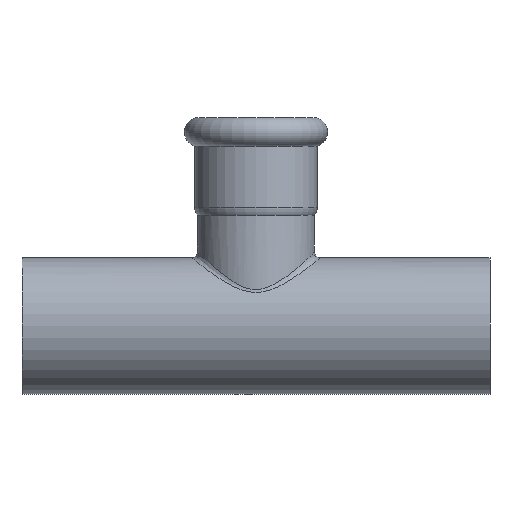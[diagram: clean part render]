
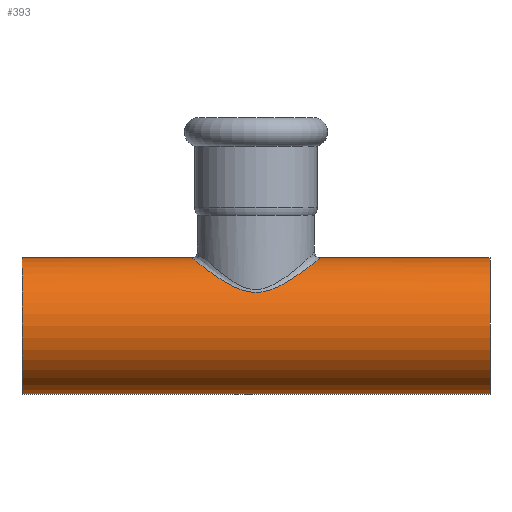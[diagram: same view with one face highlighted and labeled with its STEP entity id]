
A CAD part, front view. The second image highlights one B-rep face of the part: STEP entity #393.
In plain terms, the highlighted cylindrical face has radius 17.5 mm (diameter 35 mm), a full revolution.
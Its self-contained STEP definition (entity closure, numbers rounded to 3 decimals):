
#26=B_SPLINE_CURVE_WITH_KNOTS('',3,(#1050,#1051,#1052,#1053,#1054,#1055,
#1056,#1057,#1058),.UNSPECIFIED.,.F.,.F.,(4,1,1,1,1,1,4),(-9.881,
-9.528,-9.175,-8.469,-7.999,
-7.528,-7.411),.UNSPECIFIED.);
#27=B_SPLINE_CURVE_WITH_KNOTS('',3,(#1060,#1061,#1062,#1063,#1064,#1065,
#1066,#1067,#1068,#1069,#1070,#1071,#1072,#1073,#1074),.UNSPECIFIED.,.F.,
 .F.,(4,1,1,1,1,1,1,1,1,1,1,1,4),(-7.411,-7.058,-6.587,
-6.117,-5.646,-5.176,-4.94,-4.705,
-4.235,-3.764,-3.294,-2.823,
-2.47),.UNSPECIFIED.);
#28=B_SPLINE_CURVE_WITH_KNOTS('',3,(#1075,#1076,#1077,#1078,#1079,#1080,
#1081,#1082,#1083),.UNSPECIFIED.,.F.,.F.,(4,1,1,1,1,1,4),(-2.47,
-2.353,-1.882,-1.412,-0.706,
-0.353,0.),.UNSPECIFIED.);
#43=LINE('',#1091,#56);
#44=LINE('',#1093,#57);
#56=VECTOR('',#588,17.5);
#57=VECTOR('',#589,17.5);
#65=CYLINDRICAL_SURFACE('',#466,17.5);
#81=FACE_OUTER_BOUND('',#99,.T.);
#99=EDGE_LOOP('',(#360,#361,#362,#363,#364,#365,#366,#367,#368));
#141=CIRCLE('',#467,17.5);
#142=CIRCLE('',#468,17.5);
#179=VERTEX_POINT('',#1016);
#182=VERTEX_POINT('',#1049);
#183=VERTEX_POINT('',#1059);
#185=VERTEX_POINT('',#1089);
#186=VERTEX_POINT('',#1092);
#240=EDGE_CURVE('',#179,#182,#26,.T.);
#241=EDGE_CURVE('',#182,#183,#27,.T.);
#242=EDGE_CURVE('',#183,#179,#28,.T.);
#245=EDGE_CURVE('',#185,#185,#141,.T.);
#246=EDGE_CURVE('',#185,#183,#43,.T.);
#247=EDGE_CURVE('',#182,#186,#44,.T.);
#248=EDGE_CURVE('',#186,#186,#142,.T.);
#360=ORIENTED_EDGE('',*,*,#245,.F.);
#361=ORIENTED_EDGE('',*,*,#246,.T.);
#362=ORIENTED_EDGE('',*,*,#241,.F.);
#363=ORIENTED_EDGE('',*,*,#247,.T.);
#364=ORIENTED_EDGE('',*,*,#248,.F.);
#365=ORIENTED_EDGE('',*,*,#247,.F.);
#366=ORIENTED_EDGE('',*,*,#240,.F.);
#367=ORIENTED_EDGE('',*,*,#242,.F.);
#368=ORIENTED_EDGE('',*,*,#246,.F.);
#393=ADVANCED_FACE('',(#81),#65,.T.);
#466=AXIS2_PLACEMENT_3D('',#1088,#584,#585);
#467=AXIS2_PLACEMENT_3D('',#1090,#586,#587);
#468=AXIS2_PLACEMENT_3D('',#1094,#590,#591);
#584=DIRECTION('center_axis',(1.,0.,0.));
#585=DIRECTION('ref_axis',(0.,0.,-1.));
#586=DIRECTION('center_axis',(1.,0.,0.));
#587=DIRECTION('ref_axis',(0.,0.,-1.));
#588=DIRECTION('',(-1.,0.,0.));
#589=DIRECTION('',(-1.,0.,0.));
#590=DIRECTION('center_axis',(-1.,0.,0.));
#591=DIRECTION('ref_axis',(0.,0.,-1.));
#1016=CARTESIAN_POINT('',(0.,15.197,8.677));
#1049=CARTESIAN_POINT('',(-16.5,0.,17.5));
#1050=CARTESIAN_POINT('Ctrl Pts',(0.,15.197,
8.677));
#1051=CARTESIAN_POINT('Ctrl Pts',(-1.332,15.197,8.677));
#1052=CARTESIAN_POINT('Ctrl Pts',(-3.966,14.888,9.24));
#1053=CARTESIAN_POINT('Ctrl Pts',(-8.44,13.356,11.487));
#1054=CARTESIAN_POINT('Ctrl Pts',(-12.394,10.52,14.302));
#1055=CARTESIAN_POINT('Ctrl Pts',(-15.438,6.019,16.646));
#1056=CARTESIAN_POINT('Ctrl Pts',(-16.414,2.456,17.433));
#1057=CARTESIAN_POINT('Ctrl Pts',(-16.5,0.411,17.501));
#1058=CARTESIAN_POINT('Ctrl Pts',(-16.499,0.002,
17.5));
#1059=CARTESIAN_POINT('',(16.5,0.,17.5));
#1060=CARTESIAN_POINT('Ctrl Pts',(-16.499,0.002,
17.5));
#1061=CARTESIAN_POINT('Ctrl Pts',(-16.497,-1.225,17.498));
#1062=CARTESIAN_POINT('Ctrl Pts',(-16.118,-4.093,17.193));
#1063=CARTESIAN_POINT('Ctrl Pts',(-14.264,-8.072,15.729));
#1064=CARTESIAN_POINT('Ctrl Pts',(-11.195,-11.431,13.427));
#1065=CARTESIAN_POINT('Ctrl Pts',(-7.388,-13.809,10.904));
#1066=CARTESIAN_POINT('Ctrl Pts',(-3.552,-14.99,9.053));
#1067=CARTESIAN_POINT('Ctrl Pts',(-0.001,-15.267,
8.549));
#1068=CARTESIAN_POINT('Ctrl Pts',(3.551,-14.989,9.055));
#1069=CARTESIAN_POINT('Ctrl Pts',(7.388,-13.808,10.904));
#1070=CARTESIAN_POINT('Ctrl Pts',(11.193,-11.432,13.425));
#1071=CARTESIAN_POINT('Ctrl Pts',(14.264,-8.072,15.728));
#1072=CARTESIAN_POINT('Ctrl Pts',(16.119,-4.094,17.193));
#1073=CARTESIAN_POINT('Ctrl Pts',(16.497,-1.226,17.497));
#1074=CARTESIAN_POINT('Ctrl Pts',(16.499,0.001,
17.499));
#1075=CARTESIAN_POINT('Ctrl Pts',(16.499,0.001,
17.499));
#1076=CARTESIAN_POINT('Ctrl Pts',(16.5,0.41,17.5));
#1077=CARTESIAN_POINT('Ctrl Pts',(16.414,2.454,17.432));
#1078=CARTESIAN_POINT('Ctrl Pts',(15.438,6.019,16.647));
#1079=CARTESIAN_POINT('Ctrl Pts',(12.395,10.518,14.302));
#1080=CARTESIAN_POINT('Ctrl Pts',(8.44,13.356,11.487));
#1081=CARTESIAN_POINT('Ctrl Pts',(3.966,14.888,9.24));
#1082=CARTESIAN_POINT('Ctrl Pts',(1.332,15.197,8.677));
#1083=CARTESIAN_POINT('Ctrl Pts',(0.,15.197,
8.677));
#1088=CARTESIAN_POINT('Origin',(0.,0.,
0.));
#1089=CARTESIAN_POINT('',(60.,0.,17.5));
#1090=CARTESIAN_POINT('Origin',(60.,0.,0.));
#1091=CARTESIAN_POINT('',(0.,0.,17.5));
#1092=CARTESIAN_POINT('',(-60.,0.,17.5));
#1093=CARTESIAN_POINT('',(0.,0.,17.5));
#1094=CARTESIAN_POINT('Origin',(-60.,0.,0.));
